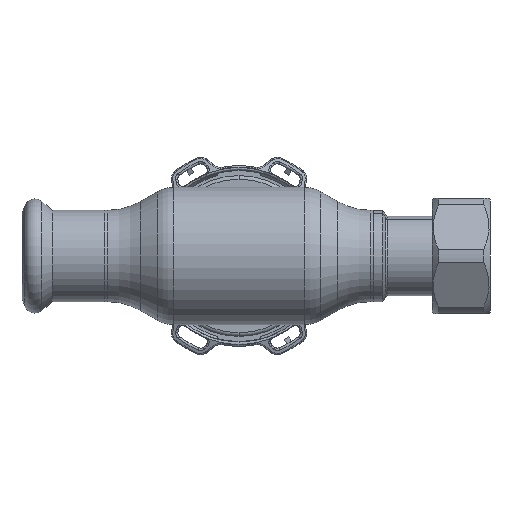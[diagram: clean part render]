
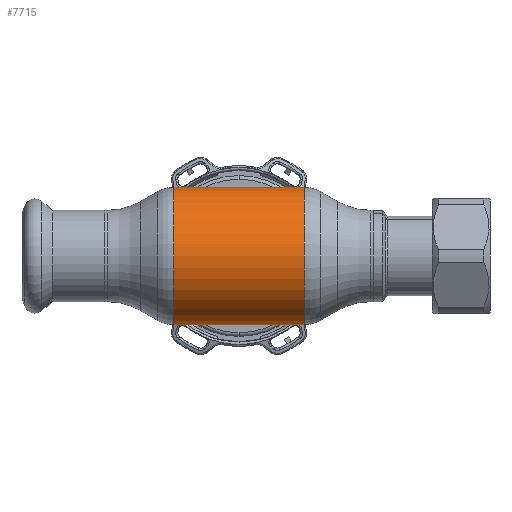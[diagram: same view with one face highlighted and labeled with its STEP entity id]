
A CAD part, front view. The second image highlights one B-rep face of the part: STEP entity #7715.
In plain terms, the highlighted cylindrical face has radius 19 mm (diameter 38 mm), a partial arc.
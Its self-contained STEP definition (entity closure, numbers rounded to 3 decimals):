
#35 = VERTEX_POINT ( 'NONE', #11808 ) ;
#810 = LINE ( 'NONE', #22242, #24466 ) ;
#4710 = ORIENTED_EDGE ( 'NONE', *, *, #18406, .F. ) ;
#4962 = DIRECTION ( 'NONE',  ( -1., 0., 0. ) ) ;
#5076 = AXIS2_PLACEMENT_3D ( 'NONE', #35225, #21450, #21267 ) ;
#5734 = CARTESIAN_POINT ( 'NONE',  ( 18.088, 0., 19. ) ) ;
#6302 = DIRECTION ( 'NONE',  ( -1., 0., 0. ) ) ;
#6500 = VERTEX_POINT ( 'NONE', #28611 ) ;
#6801 = DIRECTION ( 'NONE',  ( 0., 0., 1. ) ) ;
#7715 = ADVANCED_FACE ( 'NONE', ( #12480 ), #28590, .T. ) ;
#9193 = CARTESIAN_POINT ( 'NONE',  ( -62.69, 0., 0. ) ) ;
#9610 = CIRCLE ( 'NONE', #23627, 19. ) ;
#9970 = EDGE_CURVE ( 'NONE', #33551, #12267, #9610, .T. ) ;
#11808 = CARTESIAN_POINT ( 'NONE',  ( -18.088, 0., -19. ) ) ;
#12267 = VERTEX_POINT ( 'NONE', #5734 ) ;
#12480 = FACE_OUTER_BOUND ( 'NONE', #14007, .T. ) ;
#12677 = ORIENTED_EDGE ( 'NONE', *, *, #9970, .T. ) ;
#13191 = LINE ( 'NONE', #30011, #29943 ) ;
#13307 = EDGE_CURVE ( 'NONE', #12267, #6500, #810, .T. ) ;
#14007 = EDGE_LOOP ( 'NONE', ( #4710, #12677, #29449, #34809 ) ) ;
#14635 = AXIS2_PLACEMENT_3D ( 'NONE', #9193, #20301, #6801 ) ;
#14902 = DIRECTION ( 'NONE',  ( 0., 0., 1. ) ) ;
#18165 = CARTESIAN_POINT ( 'NONE',  ( 18.088, 0., 0. ) ) ;
#18406 = EDGE_CURVE ( 'NONE', #33551, #35, #13191, .T. ) ;
#20301 = DIRECTION ( 'NONE',  ( -1., 0., 0. ) ) ;
#21267 = DIRECTION ( 'NONE',  ( 0., 0., 1. ) ) ;
#21276 = CARTESIAN_POINT ( 'NONE',  ( 18.088, 0., -19. ) ) ;
#21450 = DIRECTION ( 'NONE',  ( -1., 0., 0. ) ) ;
#22242 = CARTESIAN_POINT ( 'NONE',  ( -62.69, 0., 19. ) ) ;
#23627 = AXIS2_PLACEMENT_3D ( 'NONE', #18165, #6302, #14902 ) ;
#24466 = VECTOR ( 'NONE', #25698, 1000. ) ;
#25698 = DIRECTION ( 'NONE',  ( -1., 0., 0. ) ) ;
#26947 = EDGE_CURVE ( 'NONE', #35, #6500, #33697, .T. ) ;
#28590 = CYLINDRICAL_SURFACE ( 'NONE', #14635, 19. ) ;
#28611 = CARTESIAN_POINT ( 'NONE',  ( -18.088, 0., 19. ) ) ;
#29449 = ORIENTED_EDGE ( 'NONE', *, *, #13307, .T. ) ;
#29943 = VECTOR ( 'NONE', #4962, 1000. ) ;
#30011 = CARTESIAN_POINT ( 'NONE',  ( -62.69, 0., -19. ) ) ;
#33551 = VERTEX_POINT ( 'NONE', #21276 ) ;
#33697 = CIRCLE ( 'NONE', #5076, 19. ) ;
#34809 = ORIENTED_EDGE ( 'NONE', *, *, #26947, .F. ) ;
#35225 = CARTESIAN_POINT ( 'NONE',  ( -18.088, 0., 0. ) ) ;
